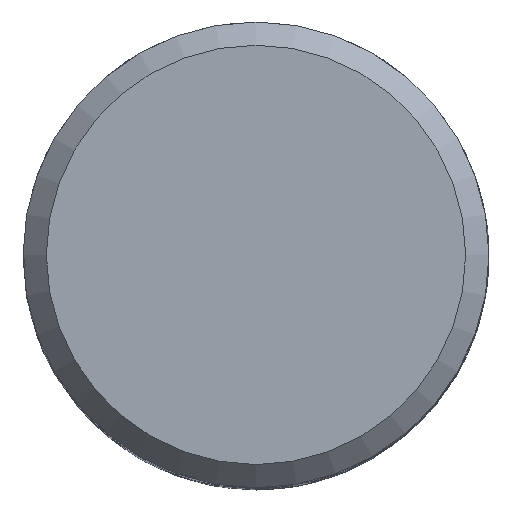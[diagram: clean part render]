
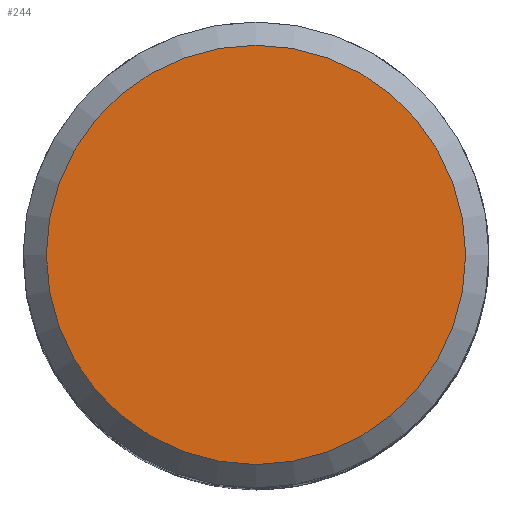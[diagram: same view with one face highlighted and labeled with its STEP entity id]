
A CAD part, top view. The second image highlights one B-rep face of the part: STEP entity #244.
In plain terms, the highlighted planar face has unit normal (0, 0, 1).
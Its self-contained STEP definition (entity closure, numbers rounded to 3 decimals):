
#204 = VERTEX_POINT('', #205);
#205 = CARTESIAN_POINT('', (-8.1, 0., 0.));
#211 = EDGE_CURVE('', #204, #204, #212, .T.);
#212 = CIRCLE('', #213, 8.1);
#213 = AXIS2_PLACEMENT_3D('', #214, #215, #216);
#214 = CARTESIAN_POINT('', (0., 0., 0.));
#215 = DIRECTION('', (0., 0., -1.));
#216 = DIRECTION('', (-1., 0., 0.));
#244 = ADVANCED_FACE('', (#245), #248, .T.);
#245 = FACE_OUTER_BOUND('', #246, .T.);
#246 = EDGE_LOOP('', (#247));
#247 = ORIENTED_EDGE('', *, *, #211, .F.);
#248 = PLANE('', #249);
#249 = AXIS2_PLACEMENT_3D('', #250, #251, #252);
#250 = CARTESIAN_POINT('', (12.601, -12.601, 0.));
#251 = DIRECTION('', (0., 0., 1.));
#252 = DIRECTION('', (0., 1., 0.));
